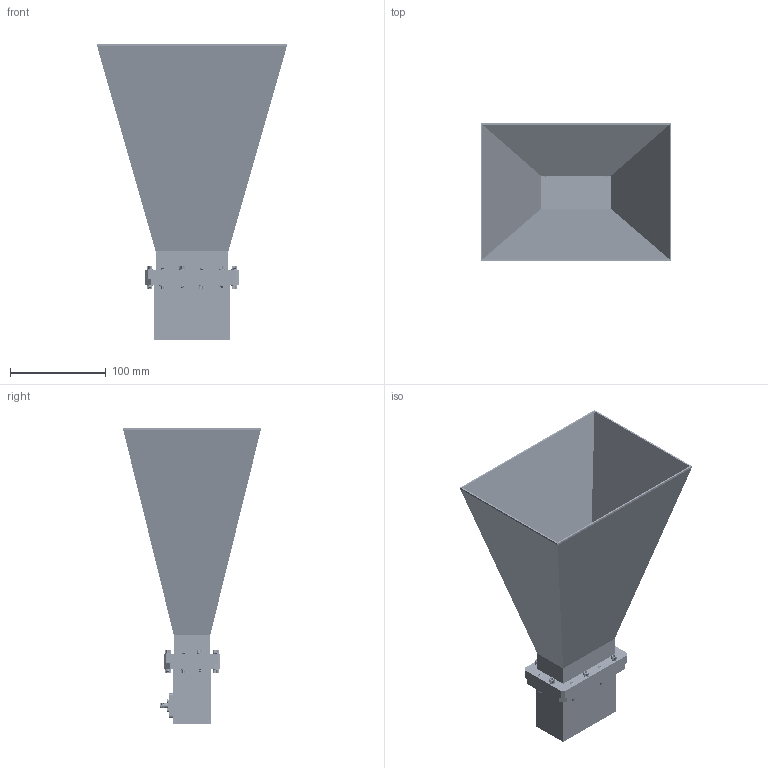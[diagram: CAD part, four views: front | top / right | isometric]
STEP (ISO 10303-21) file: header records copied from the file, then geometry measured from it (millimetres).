
FILE_DESCRIPTION (( 'STEP AP214' ), '1' );
FILE_NAME ('FMWAN284-15SF_3D.STEP', '2021-11-01T17:35:28', ( '' ), ( '' ), 'SwSTEP 2.0', 'SolidWorks 2021', '' );
FILE_SCHEMA (( 'AUTOMOTIVE_DESIGN' ));
Length unit declared in the file: inch
Products named in the file (5): PEWAN284-15; PE9834; FMWAN284-15SF_3D; 6-LW; 6-32SH-HXx.75_92196A151
Assembly tree (26 placements, depth 2):
  FMWAN284-15SF_3D
    6-32SH-HXx.75_92196A151  x12
    6-LW  x12
    PE9834
    PEWAN284-15
Bounding box: 198.66 x 143.79 x 309.53 mm (x, y, z)
Volume: 374791.5 mm3; surface area: 269637.2 mm2
Topology: 26 solids, 30 shells, 3541 faces, 8705 edges, 5281 vertices
Faces by surface type: plane 1768, cylinder 876, cone 837, bspline 59, torus 1
Full cylindrical faces by diameter (mm): 1.016 x1, 1.27 x2, 3.454 x12, 3.616 x4, 4.166 x12, 4.293 x6, 4.3 x6, 4.597 x1, 5.359 x2
Entity records: 25651 total; most frequent: CARTESIAN_POINT 12050, ORIENTED_EDGE 2844, DIRECTION 2488, EDGE_CURVE 1422, AXIS2_PLACEMENT_3D 970, VERTEX_POINT 942, EDGE_LOOP 738, FACE_OUTER_BOUND 647
